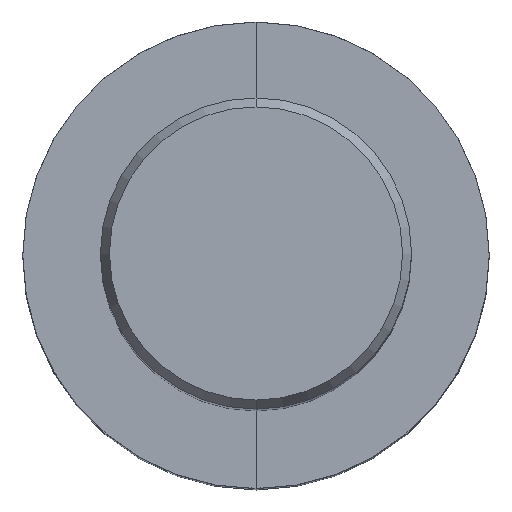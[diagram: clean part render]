
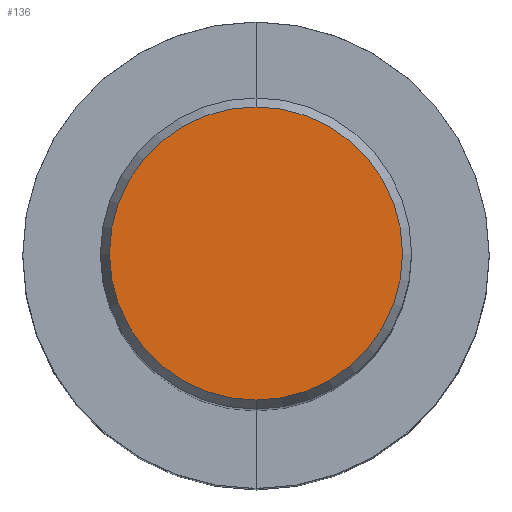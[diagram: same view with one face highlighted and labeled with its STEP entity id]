
A CAD part, top view. The second image highlights one B-rep face of the part: STEP entity #136.
In plain terms, the highlighted planar face has unit normal (0, 0, 1).
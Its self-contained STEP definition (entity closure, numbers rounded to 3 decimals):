
#86=EDGE_CURVE('',#168,#148,#200,.T.);
#92=EDGE_CURVE('',#148,#168,#206,.T.);
#136=ADVANCED_FACE('',(#256),#257,.T.);
#148=VERTEX_POINT('',#269);
#168=VERTEX_POINT('',#293);
#200=CIRCLE('',#322,7.479);
#206=CIRCLE('',#332,7.479);
#256=FACE_OUTER_BOUND('',#396,.T.);
#257=PLANE('',#397);
#269=CARTESIAN_POINT('',(0.,-7.479,0.01));
#293=CARTESIAN_POINT('',(0.0,7.479,0.01));
#322=AXIS2_PLACEMENT_3D('',#456,#457,#458);
#332=AXIS2_PLACEMENT_3D('',#463,#464,#465);
#396=EDGE_LOOP('',(#525,#526));
#397=AXIS2_PLACEMENT_3D('',#527,#528,#529);
#456=CARTESIAN_POINT('',(0.0,0.0,0.01));
#457=DIRECTION('',(0.0,0.0,-1.0));
#458=DIRECTION('',(0.0,1.0,0.0));
#463=CARTESIAN_POINT('',(0.0,0.0,0.01));
#464=DIRECTION('',(0.0,0.0,-1.0));
#465=DIRECTION('',(0.0,1.0,0.0));
#525=ORIENTED_EDGE('',*,*,#86,.F.);
#526=ORIENTED_EDGE('',*,*,#92,.F.);
#527=CARTESIAN_POINT('',(0.0,3.74,0.01));
#528=DIRECTION('',(-0.0,0.0,1.0));
#529=DIRECTION('',(0.0,-1.0,0.0));
